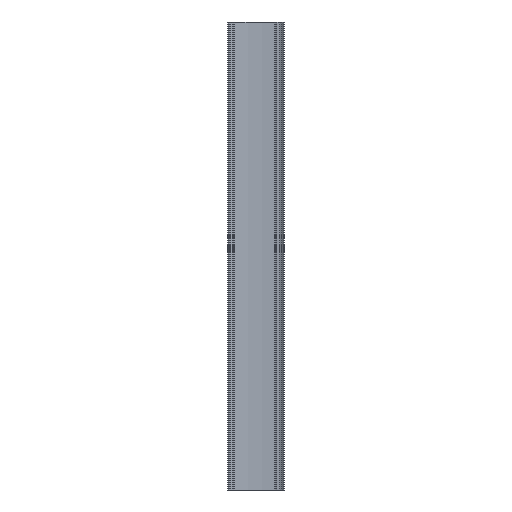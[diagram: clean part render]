
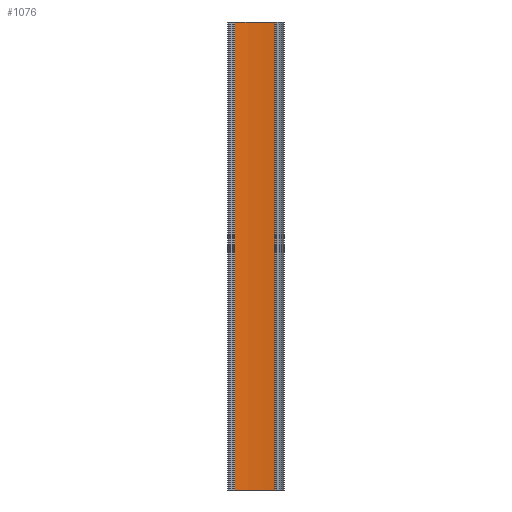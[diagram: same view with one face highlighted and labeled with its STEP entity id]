
A CAD part, front view. The second image highlights one B-rep face of the part: STEP entity #1076.
In plain terms, the highlighted cylindrical face has radius 199 mm (diameter 398 mm), a partial arc.
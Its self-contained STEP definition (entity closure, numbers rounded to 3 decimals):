
#98=LINE('',#1735,#200);
#99=LINE('',#1741,#201);
#200=VECTOR('',#1400,1000.);
#201=VECTOR('',#1407,1000.);
#358=ORIENTED_EDGE('',*,*,#657,.T.);
#359=ORIENTED_EDGE('',*,*,#656,.F.);
#360=ORIENTED_EDGE('',*,*,#658,.F.);
#361=ORIENTED_EDGE('',*,*,#659,.T.);
#656=EDGE_CURVE('',#793,#792,#98,.T.);
#657=EDGE_CURVE('',#794,#792,#878,.T.);
#658=EDGE_CURVE('',#795,#793,#879,.T.);
#659=EDGE_CURVE('',#795,#794,#99,.T.);
#792=VERTEX_POINT('',#1732);
#793=VERTEX_POINT('',#1734);
#794=VERTEX_POINT('',#1738);
#795=VERTEX_POINT('',#1740);
#878=CIRCLE('',#1178,199.);
#879=CIRCLE('',#1179,199.);
#934=EDGE_LOOP('',(#358,#359,#360,#361));
#990=FACE_BOUND('',#934,.T.);
#1035=CYLINDRICAL_SURFACE('',#1177,199.);
#1076=ADVANCED_FACE('',(#990),#1035,.F.);
#1177=AXIS2_PLACEMENT_3D('',#1736,#1401,#1402);
#1178=AXIS2_PLACEMENT_3D('',#1737,#1403,#1404);
#1179=AXIS2_PLACEMENT_3D('',#1739,#1405,#1406);
#1400=DIRECTION('',(0.,0.,1.));
#1401=DIRECTION('',(0.,0.,1.));
#1402=DIRECTION('',(1.,0.,0.));
#1403=DIRECTION('',(0.,0.,1.));
#1404=DIRECTION('',(1.,0.,0.));
#1405=DIRECTION('',(0.,0.,1.));
#1406=DIRECTION('',(1.,0.,0.));
#1407=DIRECTION('',(0.,0.,1.));
#1732=CARTESIAN_POINT('',(-21.554,13.029,0.));
#1734=CARTESIAN_POINT('',(-21.554,13.029,-500.));
#1735=CARTESIAN_POINT('',(-21.554,13.029,-500.));
#1736=CARTESIAN_POINT('',(0.,-184.8,-500.));
#1737=CARTESIAN_POINT('',(0.,-184.8,0.));
#1738=CARTESIAN_POINT('',(21.554,13.029,0.));
#1739=CARTESIAN_POINT('',(0.,-184.8,-500.));
#1740=CARTESIAN_POINT('',(21.554,13.029,-500.));
#1741=CARTESIAN_POINT('',(21.554,13.029,-500.));
